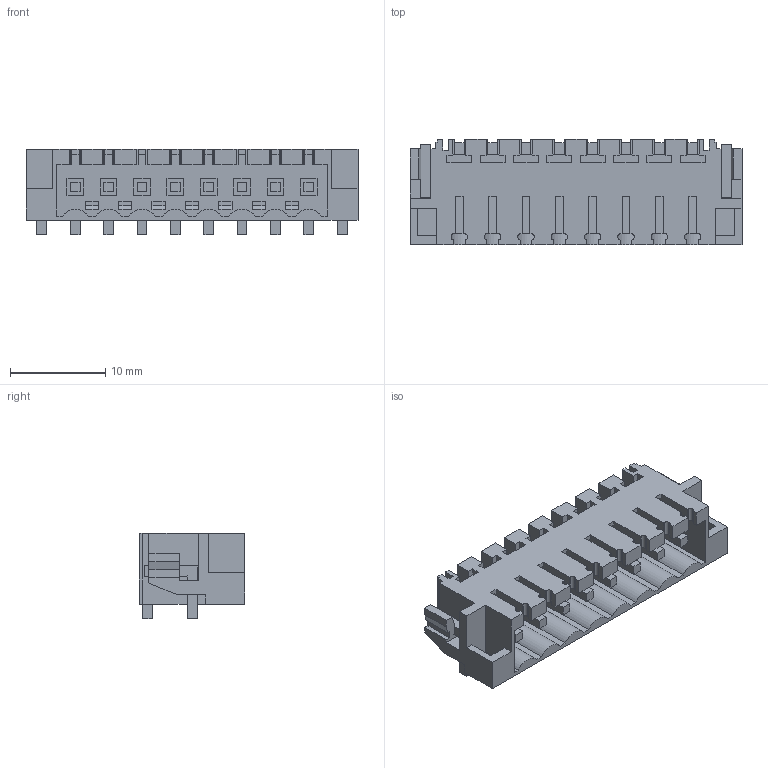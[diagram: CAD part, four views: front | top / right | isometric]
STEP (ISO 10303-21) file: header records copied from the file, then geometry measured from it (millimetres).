
FILE_DESCRIPTION(('CATIA V5 STEP Exchange','CAx-IF Rec.Pracs.--- Model Styling and Organization---1.2---2011-12-15'),'2;1');
FILE_NAME ('D1446202_0_1000640000_1000640000.stp','2018-03-10T07:19:01+00:00',('none'),('Weidmueller'),'CATIA Version 5-6 Release 2014','CATIA V5 STEP AP214','none');
FILE_SCHEMA(('AUTOMOTIVE_DESIGN { 1 0 10303 214 1 1 1 1 }'));
Length unit declared in the file: millimetre
Products named in the file (1): 1000640000
Bounding box: 34.85 x 11.05 x 8.95 mm (x, y, z)
Volume: 1225.6 mm3; surface area: 3251.3 mm2
Topology: 11 solids, 11 shells, 620 faces, 1886 edges, 1301 vertices
Faces by surface type: plane 580, cylinder 40
Entity records: 19516 total; most frequent: ORIENTED_EDGE 3772, CARTESIAN_POINT 3539, DIRECTION 2570, EDGE_CURVE 1886, VECTOR 1800, LINE 1800, VERTEX_POINT 1301, EDGE_LOOP 653
